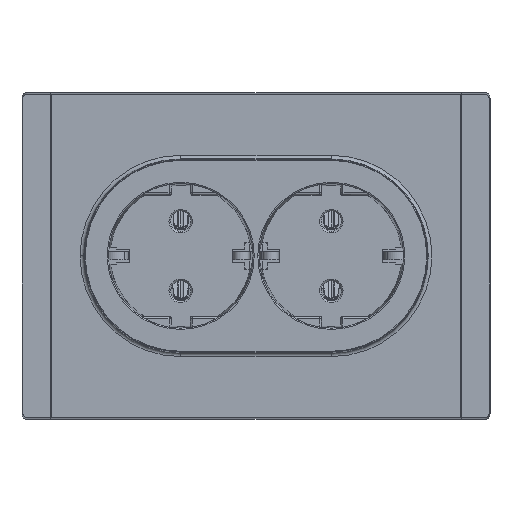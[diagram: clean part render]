
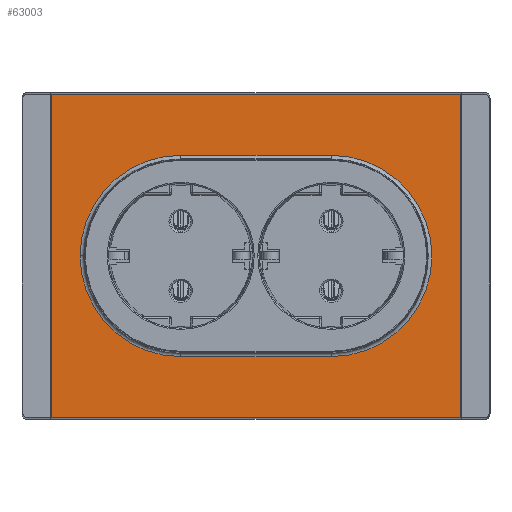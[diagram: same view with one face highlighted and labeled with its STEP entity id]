
A CAD part, top view. The second image highlights one B-rep face of the part: STEP entity #63003.
In plain terms, the highlighted planar face has unit normal (0, 0, 1).
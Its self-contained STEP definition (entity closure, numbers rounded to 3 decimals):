
#1514 = ORIENTED_EDGE ( 'NONE', *, *, #25677, .T. ) ;
#3103 = VECTOR ( 'NONE', #74480, 1000. ) ;
#3370 = AXIS2_PLACEMENT_3D ( 'NONE', #94595, #54592, #71927 ) ;
#3765 = CARTESIAN_POINT ( 'NONE',  ( 205.75, -644.091, 11.5 ) ) ;
#7998 = CARTESIAN_POINT ( 'NONE',  ( 129.5, -572.588, 11.5 ) ) ;
#11120 = CARTESIAN_POINT ( 'NONE',  ( 205.75, -555.909, 11.5 ) ) ;
#12402 = LINE ( 'NONE', #38149, #68649 ) ;
#13083 = VERTEX_POINT ( 'NONE', #7998 ) ;
#14125 = FACE_OUTER_BOUND ( 'NONE', #73172, .T. ) ;
#14139 = CARTESIAN_POINT ( 'NONE',  ( 129.5, -600., 11.5 ) ) ;
#16421 = VERTEX_POINT ( 'NONE', #3765 ) ;
#17910 = EDGE_LOOP ( 'NONE', ( #98303, #34581, #28395, #80432, #34470 ) ) ;
#20874 = LINE ( 'NONE', #92955, #25751 ) ;
#21990 = DIRECTION ( 'NONE',  ( 0., 0., -1. ) ) ;
#22103 = DIRECTION ( 'NONE',  ( 0., 0., -1. ) ) ;
#23755 = CARTESIAN_POINT ( 'NONE',  ( 94.25, -644.091, 11.5 ) ) ;
#25677 = EDGE_CURVE ( 'NONE', #16421, #103669, #53583, .T. ) ;
#25751 = VECTOR ( 'NONE', #85064, 1000. ) ;
#25759 = AXIS2_PLACEMENT_3D ( 'NONE', #14139, #21990, #78818 ) ;
#25899 = CIRCLE ( 'NONE', #103171, 27.412 ) ;
#26138 = VERTEX_POINT ( 'NONE', #30054 ) ;
#28164 = CARTESIAN_POINT ( 'NONE',  ( 129.5, -627.412, 11.5 ) ) ;
#28395 = ORIENTED_EDGE ( 'NONE', *, *, #62536, .T. ) ;
#30054 = CARTESIAN_POINT ( 'NONE',  ( 170.5, -627.412, 11.5 ) ) ;
#30627 = LINE ( 'NONE', #23755, #43481 ) ;
#30920 = VECTOR ( 'NONE', #55005, 1000. ) ;
#31415 = VERTEX_POINT ( 'NONE', #101321 ) ;
#34470 = ORIENTED_EDGE ( 'NONE', *, *, #69637, .F. ) ;
#34581 = ORIENTED_EDGE ( 'NONE', *, *, #101816, .F. ) ;
#37264 = EDGE_CURVE ( 'NONE', #63009, #31415, #12402, .T. ) ;
#37628 = DIRECTION ( 'NONE',  ( 0., -1., 0. ) ) ;
#37869 = EDGE_CURVE ( 'NONE', #31415, #16421, #30627, .T. ) ;
#38149 = CARTESIAN_POINT ( 'NONE',  ( 94.25, -555.909, 11.5 ) ) ;
#42780 = CARTESIAN_POINT ( 'NONE',  ( 102.088, -600., 11.5 ) ) ;
#43481 = VECTOR ( 'NONE', #102206, 1000. ) ;
#45778 = CARTESIAN_POINT ( 'NONE',  ( 129.5, -600., 11.5 ) ) ;
#49647 = VECTOR ( 'NONE', #55124, 1000. ) ;
#53583 = LINE ( 'NONE', #85684, #49647 ) ;
#54592 = DIRECTION ( 'NONE',  ( 0., 0., 1. ) ) ;
#55005 = DIRECTION ( 'NONE',  ( -1., 0., 0. ) ) ;
#55124 = DIRECTION ( 'NONE',  ( 0., 1., 0. ) ) ;
#62131 = AXIS2_PLACEMENT_3D ( 'NONE', #45778, #22103, #77889 ) ;
#62536 = EDGE_CURVE ( 'NONE', #99347, #83912, #83992, .T. ) ;
#63003 = ADVANCED_FACE ( 'NONE', ( #87206, #14125 ), #88254, .T. ) ;
#63009 = VERTEX_POINT ( 'NONE', #95104 ) ;
#63188 = CARTESIAN_POINT ( 'NONE',  ( 129.5, -627.412, 11.5 ) ) ;
#66085 = CIRCLE ( 'NONE', #25759, 27.412 ) ;
#66412 = ORIENTED_EDGE ( 'NONE', *, *, #37869, .T. ) ;
#66694 = DIRECTION ( 'NONE',  ( 0., 0., -1. ) ) ;
#68649 = VECTOR ( 'NONE', #37628, 1000. ) ;
#69637 = EDGE_CURVE ( 'NONE', #83077, #13083, #79751, .T. ) ;
#70794 = EDGE_CURVE ( 'NONE', #103669, #63009, #20874, .T. ) ;
#71808 = EDGE_CURVE ( 'NONE', #83077, #26138, #25899, .T. ) ;
#71927 = DIRECTION ( 'NONE',  ( 1., 0., 0. ) ) ;
#73172 = EDGE_LOOP ( 'NONE', ( #92889, #92852, #66412, #1514 ) ) ;
#74480 = DIRECTION ( 'NONE',  ( 1., 0., 0. ) ) ;
#77889 = DIRECTION ( 'NONE',  ( 0., -1., 0. ) ) ;
#78818 = DIRECTION ( 'NONE',  ( 0., -1., 0. ) ) ;
#79751 = LINE ( 'NONE', #103946, #30920 ) ;
#80432 = ORIENTED_EDGE ( 'NONE', *, *, #85530, .T. ) ;
#83077 = VERTEX_POINT ( 'NONE', #84356 ) ;
#83912 = VERTEX_POINT ( 'NONE', #42780 ) ;
#83992 = CIRCLE ( 'NONE', #62131, 27.412 ) ;
#84028 = CARTESIAN_POINT ( 'NONE',  ( 170.5, -600., 11.5 ) ) ;
#84356 = CARTESIAN_POINT ( 'NONE',  ( 170.5, -572.588, 11.5 ) ) ;
#85064 = DIRECTION ( 'NONE',  ( -1., 0., 0. ) ) ;
#85530 = EDGE_CURVE ( 'NONE', #83912, #13083, #66085, .T. ) ;
#85684 = CARTESIAN_POINT ( 'NONE',  ( 205.75, -644.091, 11.5 ) ) ;
#87206 = FACE_BOUND ( 'NONE', #17910, .T. ) ;
#88254 = PLANE ( 'NONE',  #3370 ) ;
#92852 = ORIENTED_EDGE ( 'NONE', *, *, #37264, .T. ) ;
#92889 = ORIENTED_EDGE ( 'NONE', *, *, #70794, .T. ) ;
#92955 = CARTESIAN_POINT ( 'NONE',  ( 205.75, -555.909, 11.5 ) ) ;
#94595 = CARTESIAN_POINT ( 'NONE',  ( 150., -600., 11.5 ) ) ;
#95104 = CARTESIAN_POINT ( 'NONE',  ( 94.25, -555.909, 11.5 ) ) ;
#98303 = ORIENTED_EDGE ( 'NONE', *, *, #71808, .T. ) ;
#98810 = DIRECTION ( 'NONE',  ( 1., 0., 0. ) ) ;
#99347 = VERTEX_POINT ( 'NONE', #63188 ) ;
#100243 = LINE ( 'NONE', #28164, #3103 ) ;
#101321 = CARTESIAN_POINT ( 'NONE',  ( 94.25, -644.091, 11.5 ) ) ;
#101816 = EDGE_CURVE ( 'NONE', #99347, #26138, #100243, .T. ) ;
#102206 = DIRECTION ( 'NONE',  ( 1., 0., 0. ) ) ;
#103171 = AXIS2_PLACEMENT_3D ( 'NONE', #84028, #66694, #98810 ) ;
#103669 = VERTEX_POINT ( 'NONE', #11120 ) ;
#103946 = CARTESIAN_POINT ( 'NONE',  ( 170.5, -572.588, 11.5 ) ) ;
